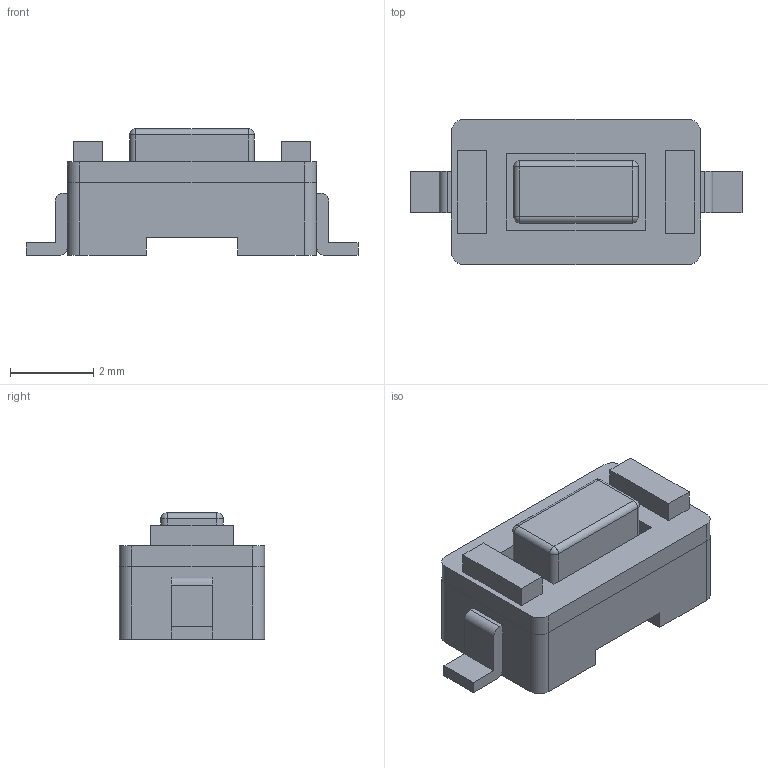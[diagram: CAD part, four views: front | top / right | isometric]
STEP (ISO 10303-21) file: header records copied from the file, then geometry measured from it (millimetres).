
FILE_DESCRIPTION(/* description */ ('STEP AP242','CAx-IF Rec.Pracs.---Representation and Presentation of Product Manufacturing Information (PMI)---4.0---2014-10-13','CAx-IF Rec.Pracs.---3D Tessellated Geometry---0.4---2014-09-14','2;1'),/* implementation_level */ '2;1');
FILE_NAME(/* name */ '66c15bde633b6f371230ecc5',/* time_stamp */ '2024-08-18T02:26:38Z',/* author */ (''),/* organization */ (''),/* preprocessor_version */ 'ST-DEVELOPER v20',/* originating_system */ ' ',/* authorisation */ ' ');
FILE_SCHEMA (('AP242_MANAGED_MODEL_BASED_3D_ENGINEERING_MIM_LF { 1 0 10303 442 1 1 4 }'));
Length unit declared in the file: metre
Products named in the file (5): Tactile_Switch_SMD
Bounding box: 8 x 3.5 x 3.05 mm (x, y, z)
Volume: 49.2 mm3; surface area: 161.9 mm2
Topology: 5 solids, 5 shells, 84 faces, 204 edges, 132 vertices
Faces by surface type: plane 60, cylinder 20, sphere 4
Entity records: 3160 total; most frequent: CARTESIAN_POINT 425, DIRECTION 422, ORIENTED_EDGE 408, EDGE_CURVE 204, LINE 164, VECTOR 164, VERTEX_POINT 132, AXIS2_PLACEMENT_3D 129
